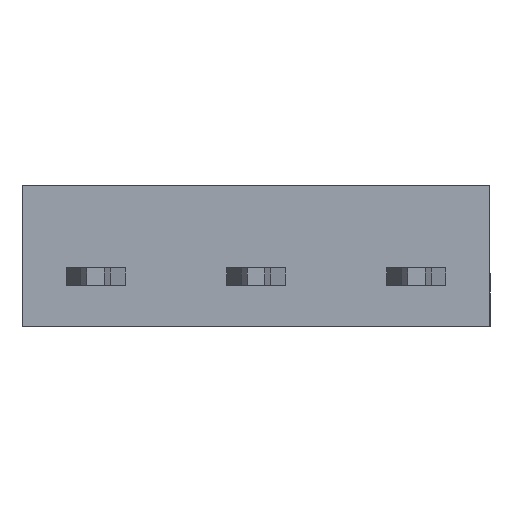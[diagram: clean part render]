
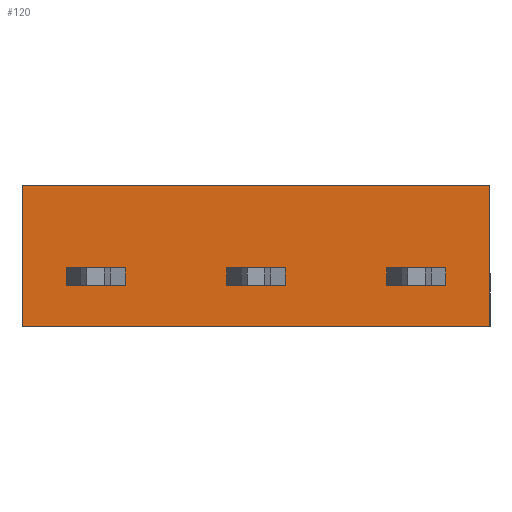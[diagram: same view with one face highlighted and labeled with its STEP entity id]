
A CAD part, front view. The second image highlights one B-rep face of the part: STEP entity #120.
In plain terms, the highlighted planar face has unit normal (0, -1, 0).
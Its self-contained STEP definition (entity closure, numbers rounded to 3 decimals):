
#120 = ADVANCED_FACE ( 'NONE', ( #2478, #2460, #2476, #2462 ), #3067, .F. ) ;
#514 = ORIENTED_EDGE ( 'NONE', *, *, #1326, .T. ) ;
#793 = VERTEX_POINT ( 'NONE', #2732 ) ;
#800 = VERTEX_POINT ( 'NONE', #2753 ) ;
#814 = VERTEX_POINT ( 'NONE', #2721 ) ;
#817 = VERTEX_POINT ( 'NONE', #2747 ) ;
#840 = VERTEX_POINT ( 'NONE', #2701 ) ;
#846 = VERTEX_POINT ( 'NONE', #2715 ) ;
#853 = VERTEX_POINT ( 'NONE', #2777 ) ;
#878 = VERTEX_POINT ( 'NONE', #2813 ) ;
#1046 = EDGE_LOOP ( 'NONE', ( #6129, #514, #6064, #6126 ) ) ;
#1054 = EDGE_LOOP ( 'NONE', ( #6115, #6137, #6076, #6074 ) ) ;
#1056 = EDGE_LOOP ( 'NONE', ( #6056, #6102, #6095, #6057 ) ) ;
#1145 = EDGE_LOOP ( 'NONE', ( #6088, #6133, #6116, #6106 ) ) ;
#1322 = EDGE_CURVE ( 'NONE', #6255, #6214, #3927, .T. ) ;
#1326 = EDGE_CURVE ( 'NONE', #817, #814, #3285, .T. ) ;
#1331 = EDGE_CURVE ( 'NONE', #6258, #6263, #3286, .T. ) ;
#1345 = EDGE_CURVE ( 'NONE', #878, #793, #3244, .T. ) ;
#1350 = EDGE_CURVE ( 'NONE', #800, #840, #3246, .T. ) ;
#1356 = EDGE_CURVE ( 'NONE', #6263, #6272, #3301, .T. ) ;
#1363 = EDGE_CURVE ( 'NONE', #846, #817, #3351, .T. ) ;
#1397 = EDGE_CURVE ( 'NONE', #6218, #6214, #3403, .T. ) ;
#1399 = EDGE_CURVE ( 'NONE', #6248, #6255, #3356, .T. ) ;
#1403 = EDGE_CURVE ( 'NONE', #6272, #6257, #3385, .T. ) ;
#1416 = EDGE_CURVE ( 'NONE', #840, #878, #3372, .T. ) ;
#1444 = EDGE_CURVE ( 'NONE', #853, #846, #3447, .T. ) ;
#1506 = EDGE_CURVE ( 'NONE', #814, #853, #3560, .T. ) ;
#1530 = EDGE_CURVE ( 'NONE', #6248, #6218, #3567, .T. ) ;
#1606 = EDGE_CURVE ( 'NONE', #793, #800, #3702, .T. ) ;
#1625 = EDGE_CURVE ( 'NONE', #6257, #6258, #3782, .T. ) ;
#2046 = AXIS2_PLACEMENT_3D ( 'NONE', #3056, #3040, #3051 ) ;
#2460 = FACE_BOUND ( 'NONE', #1145, .T. ) ;
#2462 = FACE_OUTER_BOUND ( 'NONE', #1054, .T. ) ;
#2476 = FACE_BOUND ( 'NONE', #1046, .T. ) ;
#2478 = FACE_BOUND ( 'NONE', #1056, .T. ) ;
#2701 = CARTESIAN_POINT ( 'NONE',  ( 4.45, 0., 1.4 ) ) ;
#2715 = CARTESIAN_POINT ( 'NONE',  ( -1., 0., 2. ) ) ;
#2721 = CARTESIAN_POINT ( 'NONE',  ( 1., 0., 1.4 ) ) ;
#2732 = CARTESIAN_POINT ( 'NONE',  ( 6.45, 0., 1.997 ) ) ;
#2747 = CARTESIAN_POINT ( 'NONE',  ( 1., 0., 2. ) ) ;
#2753 = CARTESIAN_POINT ( 'NONE',  ( 6.45, 0., 1.4 ) ) ;
#2777 = CARTESIAN_POINT ( 'NONE',  ( -1., 0., 1.4 ) ) ;
#2813 = CARTESIAN_POINT ( 'NONE',  ( 4.45, 0., 1.997 ) ) ;
#3040 = DIRECTION ( 'NONE',  ( 0., 1., 0. ) ) ;
#3051 = DIRECTION ( 'NONE',  ( 0., 0., 1. ) ) ;
#3056 = CARTESIAN_POINT ( 'NONE',  ( 7.95, 0., 4.8 ) ) ;
#3067 = PLANE ( 'NONE',  #2046 ) ;
#3238 = VECTOR ( 'NONE', #4058, 1000. ) ;
#3244 = LINE ( 'NONE', #4045, #3269 ) ;
#3246 = LINE ( 'NONE', #4085, #3251 ) ;
#3251 = VECTOR ( 'NONE', #4098, 1000. ) ;
#3256 = VECTOR ( 'NONE', #4037, 1000. ) ;
#3269 = VECTOR ( 'NONE', #4099, 1000. ) ;
#3279 = VECTOR ( 'NONE', #4050, 1000. ) ;
#3285 = LINE ( 'NONE', #4059, #3279 ) ;
#3286 = LINE ( 'NONE', #4036, #3256 ) ;
#3293 = VECTOR ( 'NONE', #4188, 1000. ) ;
#3301 = LINE ( 'NONE', #4095, #3329 ) ;
#3329 = VECTOR ( 'NONE', #4084, 1000. ) ;
#3351 = LINE ( 'NONE', #4082, #3293 ) ;
#3356 = LINE ( 'NONE', #4294, #3414 ) ;
#3372 = LINE ( 'NONE', #4335, #3374 ) ;
#3374 = VECTOR ( 'NONE', #4354, 1000. ) ;
#3377 = VECTOR ( 'NONE', #4330, 1000. ) ;
#3378 = VECTOR ( 'NONE', #4358, 1000. ) ;
#3385 = LINE ( 'NONE', #4309, #3378 ) ;
#3403 = LINE ( 'NONE', #4321, #3377 ) ;
#3414 = VECTOR ( 'NONE', #4313, 1000. ) ;
#3432 = VECTOR ( 'NONE', #4413, 1000. ) ;
#3447 = LINE ( 'NONE', #4428, #3432 ) ;
#3556 = VECTOR ( 'NONE', #5441, 1000. ) ;
#3560 = LINE ( 'NONE', #5444, #3556 ) ;
#3567 = LINE ( 'NONE', #4449, #3588 ) ;
#3588 = VECTOR ( 'NONE', #4468, 1000. ) ;
#3702 = LINE ( 'NONE', #4830, #3739 ) ;
#3739 = VECTOR ( 'NONE', #4837, 1000. ) ;
#3747 = VECTOR ( 'NONE', #4872, 1000. ) ;
#3782 = LINE ( 'NONE', #4878, #3747 ) ;
#3927 = LINE ( 'NONE', #4031, #3238 ) ;
#4031 = CARTESIAN_POINT ( 'NONE',  ( 7.95, 0., 4.8 ) ) ;
#4036 = CARTESIAN_POINT ( 'NONE',  ( -4.45, 0., 1.997 ) ) ;
#4037 = DIRECTION ( 'NONE',  ( 0., 0., -1. ) ) ;
#4045 = CARTESIAN_POINT ( 'NONE',  ( 4.45, 0., 1.997 ) ) ;
#4050 = DIRECTION ( 'NONE',  ( 0., 0., -1. ) ) ;
#4058 = DIRECTION ( 'NONE',  ( 0., 0., -1. ) ) ;
#4059 = CARTESIAN_POINT ( 'NONE',  ( 1., 0., 2. ) ) ;
#4082 = CARTESIAN_POINT ( 'NONE',  ( -1., 0., 2. ) ) ;
#4084 = DIRECTION ( 'NONE',  ( -1., 0., 0. ) ) ;
#4085 = CARTESIAN_POINT ( 'NONE',  ( 4.45, 0., 1.4 ) ) ;
#4095 = CARTESIAN_POINT ( 'NONE',  ( -6.45, 0., 1.4 ) ) ;
#4098 = DIRECTION ( 'NONE',  ( -1., 0., 0. ) ) ;
#4099 = DIRECTION ( 'NONE',  ( 1., 0., 0. ) ) ;
#4188 = DIRECTION ( 'NONE',  ( 1., 0., 0. ) ) ;
#4294 = CARTESIAN_POINT ( 'NONE',  ( 7.95, 0., 4.8 ) ) ;
#4309 = CARTESIAN_POINT ( 'NONE',  ( -6.45, 0., 1.997 ) ) ;
#4313 = DIRECTION ( 'NONE',  ( 1., 0., 0. ) ) ;
#4321 = CARTESIAN_POINT ( 'NONE',  ( 7.95, 0., 0. ) ) ;
#4330 = DIRECTION ( 'NONE',  ( 1., 0., 0. ) ) ;
#4335 = CARTESIAN_POINT ( 'NONE',  ( 4.45, 0., 1.997 ) ) ;
#4354 = DIRECTION ( 'NONE',  ( 0., 0., 1. ) ) ;
#4358 = DIRECTION ( 'NONE',  ( 0., 0., 1. ) ) ;
#4413 = DIRECTION ( 'NONE',  ( 0., 0., 1. ) ) ;
#4428 = CARTESIAN_POINT ( 'NONE',  ( -1., 0., 2. ) ) ;
#4449 = CARTESIAN_POINT ( 'NONE',  ( -7.95, 0., 4.8 ) ) ;
#4468 = DIRECTION ( 'NONE',  ( 0., 0., -1. ) ) ;
#4830 = CARTESIAN_POINT ( 'NONE',  ( 6.45, 0., 1.997 ) ) ;
#4837 = DIRECTION ( 'NONE',  ( 0., 0., -1. ) ) ;
#4872 = DIRECTION ( 'NONE',  ( 1., 0., 0. ) ) ;
#4878 = CARTESIAN_POINT ( 'NONE',  ( -6.45, 0., 1.997 ) ) ;
#5441 = DIRECTION ( 'NONE',  ( -1., 0., 0. ) ) ;
#5444 = CARTESIAN_POINT ( 'NONE',  ( -1., 0., 1.4 ) ) ;
#5779 = CARTESIAN_POINT ( 'NONE',  ( 7.95, 0., 0. ) ) ;
#5785 = CARTESIAN_POINT ( 'NONE',  ( 7.95, 0., 4.8 ) ) ;
#5799 = CARTESIAN_POINT ( 'NONE',  ( -7.95, 0., 0. ) ) ;
#5812 = CARTESIAN_POINT ( 'NONE',  ( -6.45, 0., 1.997 ) ) ;
#5813 = CARTESIAN_POINT ( 'NONE',  ( -4.45, 0., 1.997 ) ) ;
#5823 = CARTESIAN_POINT ( 'NONE',  ( -7.95, 0., 4.8 ) ) ;
#5850 = CARTESIAN_POINT ( 'NONE',  ( -6.45, 0., 1.4 ) ) ;
#5888 = CARTESIAN_POINT ( 'NONE',  ( -4.45, 0., 1.4 ) ) ;
#6056 = ORIENTED_EDGE ( 'NONE', *, *, #1345, .T. ) ;
#6057 = ORIENTED_EDGE ( 'NONE', *, *, #1416, .T. ) ;
#6064 = ORIENTED_EDGE ( 'NONE', *, *, #1506, .T. ) ;
#6074 = ORIENTED_EDGE ( 'NONE', *, *, #1530, .T. ) ;
#6076 = ORIENTED_EDGE ( 'NONE', *, *, #1399, .F. ) ;
#6088 = ORIENTED_EDGE ( 'NONE', *, *, #1625, .T. ) ;
#6095 = ORIENTED_EDGE ( 'NONE', *, *, #1350, .T. ) ;
#6102 = ORIENTED_EDGE ( 'NONE', *, *, #1606, .T. ) ;
#6106 = ORIENTED_EDGE ( 'NONE', *, *, #1403, .T. ) ;
#6115 = ORIENTED_EDGE ( 'NONE', *, *, #1397, .T. ) ;
#6116 = ORIENTED_EDGE ( 'NONE', *, *, #1356, .T. ) ;
#6126 = ORIENTED_EDGE ( 'NONE', *, *, #1444, .T. ) ;
#6129 = ORIENTED_EDGE ( 'NONE', *, *, #1363, .T. ) ;
#6133 = ORIENTED_EDGE ( 'NONE', *, *, #1331, .T. ) ;
#6137 = ORIENTED_EDGE ( 'NONE', *, *, #1322, .F. ) ;
#6214 = VERTEX_POINT ( 'NONE', #5779 ) ;
#6218 = VERTEX_POINT ( 'NONE', #5799 ) ;
#6248 = VERTEX_POINT ( 'NONE', #5823 ) ;
#6255 = VERTEX_POINT ( 'NONE', #5785 ) ;
#6257 = VERTEX_POINT ( 'NONE', #5812 ) ;
#6258 = VERTEX_POINT ( 'NONE', #5813 ) ;
#6263 = VERTEX_POINT ( 'NONE', #5888 ) ;
#6272 = VERTEX_POINT ( 'NONE', #5850 ) ;
